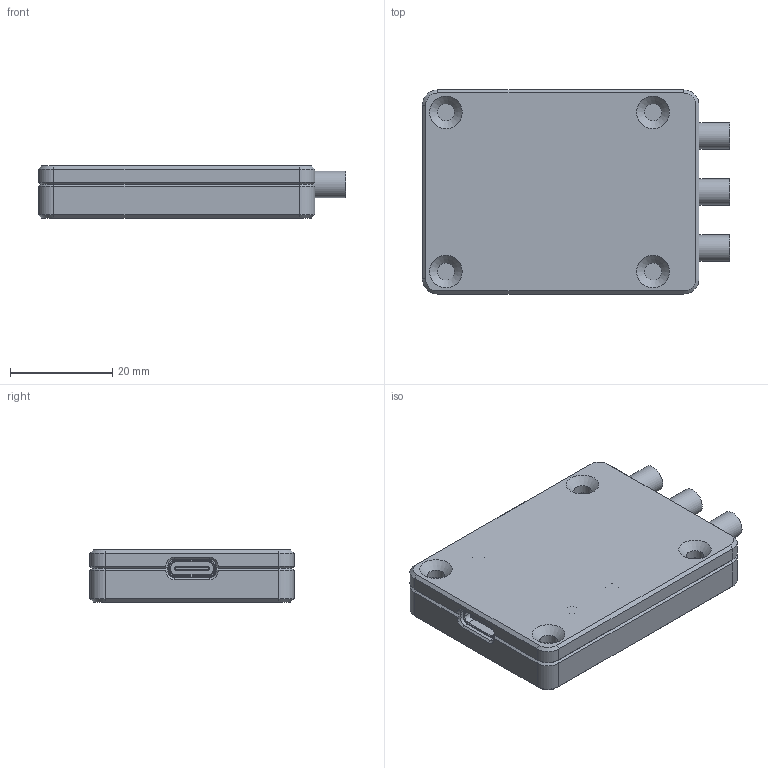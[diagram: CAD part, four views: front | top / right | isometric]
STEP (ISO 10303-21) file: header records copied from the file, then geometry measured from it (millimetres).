
FILE_DESCRIPTION(/* description */ (''),/* implementation_level */ '2;1');
FILE_NAME(/* name */ 'Enclosure.step',/* time_stamp */ '2024-03-11T00:20:32-04:00',/* author */ (''),/* organization */ (''),/* preprocessor_version */ 'ST-DEVELOPER v20',/* originating_system */ 'Autodesk Translation Framework v12.20.1.177',/* authorisation */ '');
FILE_SCHEMA (('AUTOMOTIVE_DESIGN { 1 0 10303 214 3 1 1 }'));
Length unit declared in the file: millimetre
Products named in the file (31): Enclosure 1; Lower-housing; USB-C-3-way-splitter; R_0805_2012Metric (1); C_0805_2012Metric (1); LED_0805_2012Metric (1); R_0805_2012Metric (1)_1; SOIC-8_3.9x4.9mm_P1.27mm; SOIC_8_39x49mm_P127mm; LED_0805_2012Metric (1)_1; LED_0805_2012Metric; C_1206_3216Metric (1); TSOT-23-6; TSOT_23_6; R_0805_2012Metric (1)_2; C_0805_2012Metric (1)_1; C_1206_3216Metric (1)_1; C_1206_3216Metric; R_0805_2012Metric (1)_3; C_0805_2012Metric (1)_2; C_0805_2012Metric; R_0805_2012Metric (1)_4; R_0805_2012Metric (1)_5; R_0805_2012Metric (1)_6; R_0805_2012Metric; SOT-323_SC-70; SOT_323_SC_70; USB-C-3-way-splitter PCB; TYPE-C-31-M-12; Upper-housing; Strain-relief
Assembly tree (42 placements, depth 4):
  Enclosure 1
    Lower-housing
    USB-C-3-way-splitter
      R_0805_2012Metric (1)
        R_0805_2012Metric
      C_0805_2012Metric (1)
        C_0805_2012Metric
      LED_0805_2012Metric (1)
        LED_0805_2012Metric
      R_0805_2012Metric (1)_1
        R_0805_2012Metric
      SOIC-8_3.9x4.9mm_P1.27mm
        SOIC_8_39x49mm_P127mm
      LED_0805_2012Metric (1)_1
        LED_0805_2012Metric
      C_1206_3216Metric (1)
        C_1206_3216Metric
      TSOT-23-6
        TSOT_23_6
      R_0805_2012Metric (1)_2
        R_0805_2012Metric
      C_0805_2012Metric (1)_1
        C_0805_2012Metric
      C_1206_3216Metric (1)_1
        C_1206_3216Metric
      R_0805_2012Metric (1)_3
        R_0805_2012Metric
      C_0805_2012Metric (1)_2
        C_0805_2012Metric
      R_0805_2012Metric (1)_4
        R_0805_2012Metric
      R_0805_2012Metric (1)_5
        R_0805_2012Metric
      R_0805_2012Metric (1)_6
        R_0805_2012Metric
      SOT-323_SC-70
        SOT_323_SC_70
      USB-C-3-way-splitter PCB
      TYPE-C-31-M-12
    Upper-housing
    Strain-relief  x3
Bounding box: 60.2 x 40 x 10.2 mm (x, y, z)
Volume: 15680 mm3; surface area: 16095.9 mm2
Topology: 24 solids, 24 shells, 1565 faces, 4004 edges, 2516 vertices
Faces by surface type: plane 1104, cylinder 331, cone 116, bspline 10, torus 4
Full cylindrical faces by diameter (mm): 0.5 x2, 0.6 x1, 0.65 x2, 0.8 x15, 1.152 x3, 2.529 x4, 3.2 x4, 3.4 x12, 3.6 x3, 5.2 x3, 6.2 x4, 7.6 x4
Entity records: 39186 total; most frequent: CARTESIAN_POINT 7157, ORIENTED_EDGE 6406, DIRECTION 6405, EDGE_CURVE 3203, LINE 2477, VECTOR 2477, VERTEX_POINT 1998, AXIS2_PLACEMENT_3D 1964
